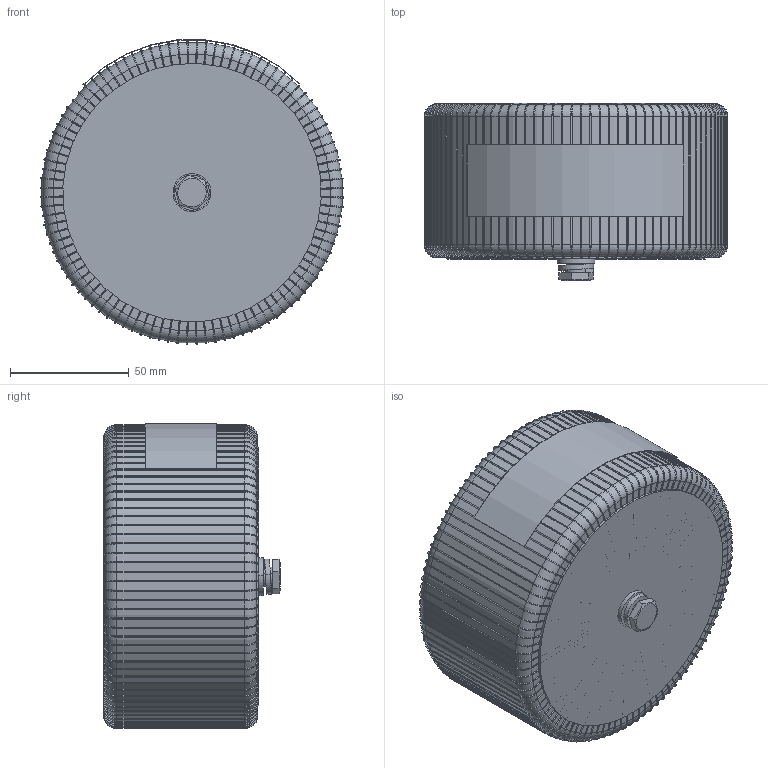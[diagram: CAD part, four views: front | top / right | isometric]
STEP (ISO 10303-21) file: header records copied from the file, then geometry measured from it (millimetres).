
FILE_DESCRIPTION (( 'STEP AP214' ), '1' );
FILE_NAME ('VTX-146-0001-290.STEP', '2025-03-09T20:04:30', ( '' ), ( '' ), 'SwSTEP 2.0', 'SolidWorks 2024', '' );
FILE_SCHEMA (( 'AUTOMOTIVE_DESIGN' ));
Length unit declared in the file: millimetre
Products named in the file (9): VTX-146-0001 SERIES RUBBER PAD_290 VA; 62317-HTN-M8-A2; 72523-HPW-M8-A4; VTX-146-0001-290 LABEL; VTX-146-0001 SERIES CORE_290 VA; 62564-HRSW-M8-A4; VTX-146-0001-290; VTX-146-0001 SERIES BOLT_290 VA; VTX-146-0001-290 EPOXY
Assembly tree (8 placements, depth 2):
  VTX-146-0001-290
    VTX-146-0001 SERIES CORE_290 VA
    VTX-146-0001 SERIES BOLT_290 VA
    VTX-146-0001-290 EPOXY
    VTX-146-0001 SERIES RUBBER PAD_290 VA
    VTX-146-0001-290 LABEL
    62317-HTN-M8-A2
    62564-HRSW-M8-A4
    72523-HPW-M8-A4
Bounding box: 127.94 x 74.6 x 128.45 mm (x, y, z)
Volume: 832532.8 mm3; surface area: 129899.4 mm2
Topology: 108 solids, 108 shells, 1953 faces, 4773 edges, 2838 vertices
Faces by surface type: cylinder 1085, torus 812, plane 46, bspline 6, cone 4
Entity records: 62067 total; most frequent: DIRECTION 12093, CARTESIAN_POINT 12004, ORIENTED_EDGE 9546, AXIS2_PLACEMENT_3D 5467, EDGE_CURVE 4773, CIRCLE 3509, VERTEX_POINT 2838, EDGE_LOOP 1965
